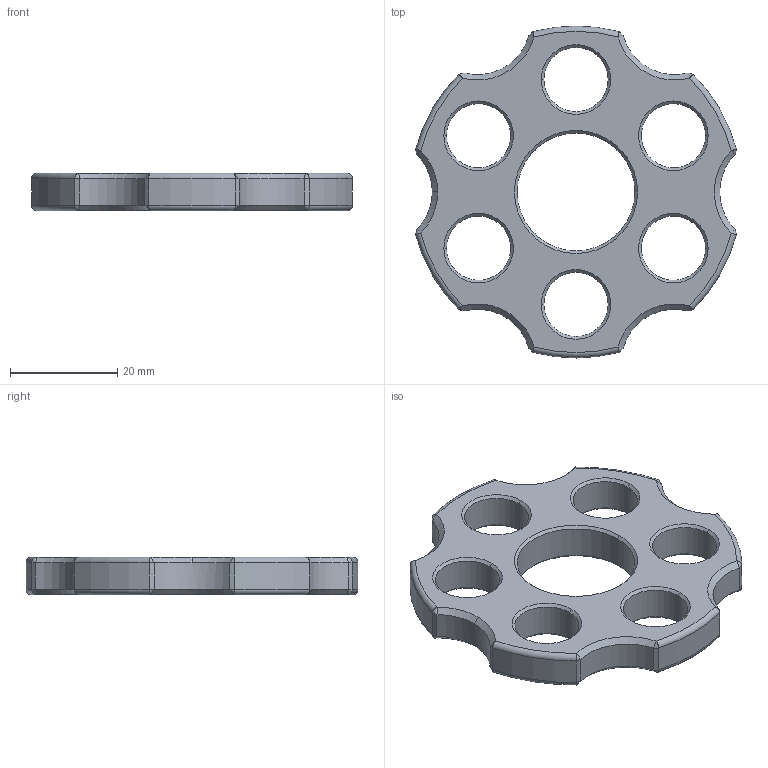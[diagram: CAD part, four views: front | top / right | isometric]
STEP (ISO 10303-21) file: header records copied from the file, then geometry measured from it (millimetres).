
FILE_DESCRIPTION (( 'STEP AP203' ), '1' );
FILE_NAME ('barillet.STEP', '2017-05-03T20:42:36', ( '' ), ( '' ), 'SwSTEP 2.0', 'SolidWorks 2017', '' );
FILE_SCHEMA (( 'CONFIG_CONTROL_DESIGN' ));
Length unit declared in the file: millimetre
Products named in the file (1): barillet
Bounding box: 59.92 x 62 x 7 mm (x, y, z)
Volume: 11715 mm3; surface area: 6527.3 mm2
Topology: 1 solids, 1 shells, 119 faces, 274 edges, 133 vertices
Faces by surface type: cone 42, cylinder 27, bspline 24, plane 14, torus 12
Entity records: 3742 total; most frequent: CARTESIAN_POINT 1271, ORIENTED_EDGE 500, DIRECTION 479, EDGE_CURVE 250, AXIS2_PLACEMENT_3D 205, EDGE_LOOP 133, VERTEX_POINT 133, FACE_OUTER_BOUND 119
